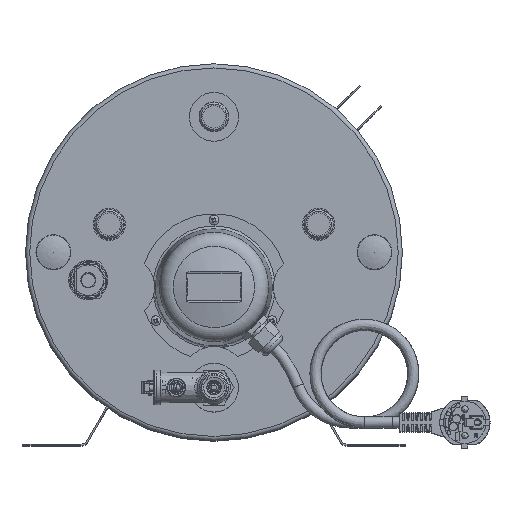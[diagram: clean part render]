
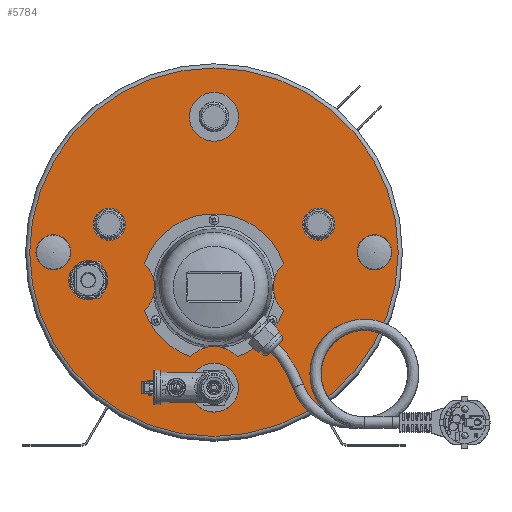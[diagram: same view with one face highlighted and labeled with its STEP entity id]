
A CAD part, top view. The second image highlights one B-rep face of the part: STEP entity #5784.
In plain terms, the highlighted face is planar.
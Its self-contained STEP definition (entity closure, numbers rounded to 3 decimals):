
#1796 = DIRECTION ( 'NONE',  ( 0., 1., 0. ) ) ;
#2417 = CARTESIAN_POINT ( 'NONE',  ( 0., 25., 65.5 ) ) ;
#3893 = DIRECTION ( 'NONE',  ( 0., 0., 1. ) ) ;
#3989 = AXIS2_PLACEMENT_3D ( 'NONE', #39268, #17255, #30856 ) ;
#4726 = ORIENTED_EDGE ( 'NONE', *, *, #65566, .F. ) ;
#5784 = ADVANCED_FACE ( 'NONE', ( #17216, #59913, #23300, #9273, #88578, #24217, #16302, #45832, #37851 ), #10190, .T. ) ;
#7039 = ORIENTED_EDGE ( 'NONE', *, *, #24979, .F. ) ;
#7506 = ORIENTED_EDGE ( 'NONE', *, *, #38902, .F. ) ;
#7573 = EDGE_LOOP ( 'NONE', ( #19602 ) ) ;
#8111 = EDGE_LOOP ( 'NONE', ( #7506 ) ) ;
#8376 = DIRECTION ( 'NONE',  ( 0., 0., 1. ) ) ;
#9181 = CARTESIAN_POINT ( 'NONE',  ( -90., 25., 20. ) ) ;
#9273 = FACE_BOUND ( 'NONE', #86089, .T. ) ;
#10190 = PLANE ( 'NONE',  #32435 ) ;
#10807 = DIRECTION ( 'NONE',  ( 0., 1., 0. ) ) ;
#10900 = DIRECTION ( 'NONE',  ( 0., 1., 0. ) ) ;
#11255 = DIRECTION ( 'NONE',  ( 1., 0., 0. ) ) ;
#11738 = VERTEX_POINT ( 'NONE', #68537 ) ;
#12683 = AXIS2_PLACEMENT_3D ( 'NONE', #9181, #86633, #30268 ) ;
#13445 = CIRCLE ( 'NONE', #38879, 40.5 ) ;
#14945 = ORIENTED_EDGE ( 'NONE', *, *, #76702, .F. ) ;
#15474 = EDGE_CURVE ( 'NONE', #11738, #11738, #41931, .T. ) ;
#16302 = FACE_BOUND ( 'NONE', #79577, .T. ) ;
#16504 = CARTESIAN_POINT ( 'NONE',  ( 0., 25., 108.5 ) ) ;
#17216 = FACE_BOUND ( 'NONE', #74948, .T. ) ;
#17255 = DIRECTION ( 'NONE',  ( 0., 1., 0. ) ) ;
#18662 = VERTEX_POINT ( 'NONE', #47289 ) ;
#19602 = ORIENTED_EDGE ( 'NONE', *, *, #15474, .F. ) ;
#20419 = CIRCLE ( 'NONE', #3989, 8.5 ) ;
#22912 = DIRECTION ( 'NONE',  ( 0., 0., 1. ) ) ;
#22913 = EDGE_LOOP ( 'NONE', ( #14945 ) ) ;
#23300 = FACE_BOUND ( 'NONE', #8111, .T. ) ;
#23317 = EDGE_CURVE ( 'NONE', #65351, #65351, #69652, .T. ) ;
#24217 = FACE_BOUND ( 'NONE', #85050, .T. ) ;
#24761 = AXIS2_PLACEMENT_3D ( 'NONE', #87238, #1796, #8376 ) ;
#24979 = EDGE_CURVE ( 'NONE', #86000, #86000, #50247, .T. ) ;
#25431 = AXIS2_PLACEMENT_3D ( 'NONE', #77085, #91177, #3893 ) ;
#26207 = EDGE_CURVE ( 'NONE', #71923, #71923, #20419, .T. ) ;
#28354 = CARTESIAN_POINT ( 'NONE',  ( -90., 25., 34. ) ) ;
#28698 = CARTESIAN_POINT ( 'NONE',  ( -75., 25., -8.5 ) ) ;
#29445 = EDGE_CURVE ( 'NONE', #68104, #68104, #92757, .T. ) ;
#30268 = DIRECTION ( 'NONE',  ( 0., 0., 1. ) ) ;
#30856 = DIRECTION ( 'NONE',  ( 0., 0., 1. ) ) ;
#31815 = VERTEX_POINT ( 'NONE', #52491 ) ;
#32178 = ORIENTED_EDGE ( 'NONE', *, *, #77881, .T. ) ;
#32435 = AXIS2_PLACEMENT_3D ( 'NONE', #61470, #10807, #11255 ) ;
#34442 = DIRECTION ( 'NONE',  ( 0., 1., 0. ) ) ;
#35615 = CARTESIAN_POINT ( 'NONE',  ( 0., 25., 25. ) ) ;
#37851 = FACE_OUTER_BOUND ( 'NONE', #38694, .T. ) ;
#38556 = CARTESIAN_POINT ( 'NONE',  ( 75., 25., -20. ) ) ;
#38694 = EDGE_LOOP ( 'NONE', ( #32178 ) ) ;
#38879 = AXIS2_PLACEMENT_3D ( 'NONE', #35615, #64300, #22912 ) ;
#38902 = EDGE_CURVE ( 'NONE', #74241, #74241, #13445, .T. ) ;
#39268 = CARTESIAN_POINT ( 'NONE',  ( -115., 25., 0. ) ) ;
#41890 = AXIS2_PLACEMENT_3D ( 'NONE', #38556, #10900, #53123 ) ;
#41931 = CIRCLE ( 'NONE', #25431, 8.5 ) ;
#42417 = DIRECTION ( 'NONE',  ( 0., 0., 1. ) ) ;
#42670 = AXIS2_PLACEMENT_3D ( 'NONE', #82379, #52793, #60766 ) ;
#45638 = CIRCLE ( 'NONE', #12683, 14. ) ;
#45832 = FACE_BOUND ( 'NONE', #22913, .T. ) ;
#47289 = CARTESIAN_POINT ( 'NONE',  ( -132., 25., 0. ) ) ;
#49674 = ORIENTED_EDGE ( 'NONE', *, *, #23317, .F. ) ;
#49830 = CARTESIAN_POINT ( 'NONE',  ( 0., 25., -85.5 ) ) ;
#50247 = CIRCLE ( 'NONE', #24761, 11.5 ) ;
#52491 = CARTESIAN_POINT ( 'NONE',  ( 75., 25., -8.5 ) ) ;
#52793 = DIRECTION ( 'NONE',  ( 0., 1., 0. ) ) ;
#53123 = DIRECTION ( 'NONE',  ( 0., 0., 1. ) ) ;
#58377 = CIRCLE ( 'NONE', #41890, 11.5 ) ;
#59172 = AXIS2_PLACEMENT_3D ( 'NONE', #85164, #34442, #42417 ) ;
#59535 = ORIENTED_EDGE ( 'NONE', *, *, #29445, .F. ) ;
#59913 = FACE_BOUND ( 'NONE', #73311, .T. ) ;
#60766 = DIRECTION ( 'NONE',  ( -1., 0., 0. ) ) ;
#61470 = CARTESIAN_POINT ( 'NONE',  ( 0., 25., 0. ) ) ;
#61682 = DIRECTION ( 'NONE',  ( 0., 1., 0. ) ) ;
#64300 = DIRECTION ( 'NONE',  ( 0., 1., 0. ) ) ;
#64889 = CARTESIAN_POINT ( 'NONE',  ( -115., 25., 8.5 ) ) ;
#65351 = VERTEX_POINT ( 'NONE', #28698 ) ;
#65566 = EDGE_CURVE ( 'NONE', #31815, #31815, #58377, .T. ) ;
#68104 = VERTEX_POINT ( 'NONE', #16504 ) ;
#68537 = CARTESIAN_POINT ( 'NONE',  ( 115., 25., 8.5 ) ) ;
#69641 = ORIENTED_EDGE ( 'NONE', *, *, #26207, .F. ) ;
#69652 = CIRCLE ( 'NONE', #59172, 11.5 ) ;
#69710 = CIRCLE ( 'NONE', #42670, 132. ) ;
#71122 = VERTEX_POINT ( 'NONE', #28354 ) ;
#71923 = VERTEX_POINT ( 'NONE', #64889 ) ;
#73311 = EDGE_LOOP ( 'NONE', ( #7039 ) ) ;
#74241 = VERTEX_POINT ( 'NONE', #2417 ) ;
#74948 = EDGE_LOOP ( 'NONE', ( #59535 ) ) ;
#76702 = EDGE_CURVE ( 'NONE', #71122, #71122, #45638, .T. ) ;
#77085 = CARTESIAN_POINT ( 'NONE',  ( 115., 25., 0. ) ) ;
#77881 = EDGE_CURVE ( 'NONE', #18662, #18662, #69710, .T. ) ;
#79577 = EDGE_LOOP ( 'NONE', ( #49674 ) ) ;
#82379 = CARTESIAN_POINT ( 'NONE',  ( 0., 25., 0. ) ) ;
#82819 = CARTESIAN_POINT ( 'NONE',  ( 0., 25., 97. ) ) ;
#83730 = DIRECTION ( 'NONE',  ( 0., 0., 1. ) ) ;
#85050 = EDGE_LOOP ( 'NONE', ( #4726 ) ) ;
#85164 = CARTESIAN_POINT ( 'NONE',  ( -75., 25., -20. ) ) ;
#86000 = VERTEX_POINT ( 'NONE', #49830 ) ;
#86089 = EDGE_LOOP ( 'NONE', ( #69641 ) ) ;
#86633 = DIRECTION ( 'NONE',  ( 0., 1., 0. ) ) ;
#87238 = CARTESIAN_POINT ( 'NONE',  ( 0., 25., -97. ) ) ;
#88578 = FACE_BOUND ( 'NONE', #7573, .T. ) ;
#89782 = AXIS2_PLACEMENT_3D ( 'NONE', #82819, #61682, #83730 ) ;
#91177 = DIRECTION ( 'NONE',  ( 0., 1., 0. ) ) ;
#92757 = CIRCLE ( 'NONE', #89782, 11.5 ) ;
